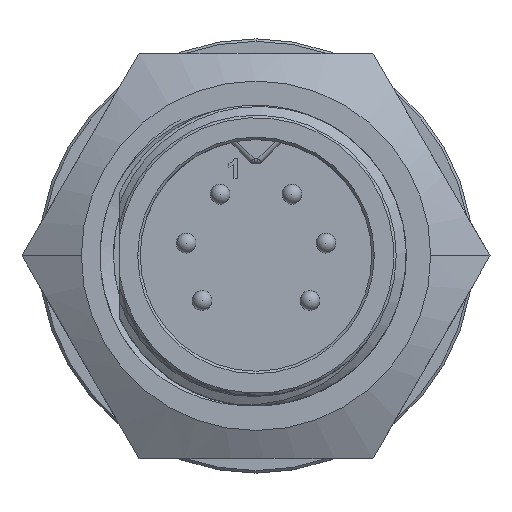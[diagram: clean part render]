
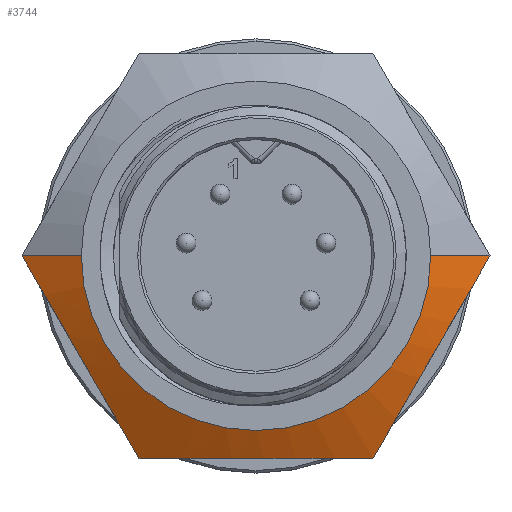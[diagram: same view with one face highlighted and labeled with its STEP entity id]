
A CAD part, top view. The second image highlights one B-rep face of the part: STEP entity #3744.
In plain terms, the highlighted conical face has half-angle 61.689 degrees and reference radius 11.926 mm.
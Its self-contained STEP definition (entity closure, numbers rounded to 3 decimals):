
#474 = DIRECTION ( 'NONE',  ( 0., 0., 1. ) ) ;
#509 = LINE ( 'NONE', #20287, #19907 ) ;
#599 = VERTEX_POINT ( 'NONE', #6053 ) ;
#616 = CARTESIAN_POINT ( 'NONE',  ( 7.927, -6.894, -10.491 ) ) ;
#699 = VERTEX_POINT ( 'NONE', #4328 ) ;
#1028 = CARTESIAN_POINT ( 'NONE',  ( 2.018, -10.312, -10.475 ) ) ;
#1032 = CARTESIAN_POINT ( 'NONE',  ( -7.922, -6.904, -10.475 ) ) ;
#2249 = EDGE_CURVE ( 'NONE', #13627, #699, #509, .T. ) ;
#2461 = ORIENTED_EDGE ( 'NONE', *, *, #19036, .F. ) ;
#2503 = CARTESIAN_POINT ( 'NONE',  ( 6.933, -8.616, -10.773 ) ) ;
#2926 = CARTESIAN_POINT ( 'NONE',  ( -0.496, -10.312, -10.393 ) ) ;
#2930 = CARTESIAN_POINT ( 'NONE',  ( -9.179, -4.726, -10.393 ) ) ;
#3744 = ADVANCED_FACE ( 'NONE', ( #5225 ), #13447, .T. ) ;
#4142 = CARTESIAN_POINT ( 'NONE',  ( 11.42, -0.844, -10.99 ) ) ;
#4328 = CARTESIAN_POINT ( 'NONE',  ( 11.908, 0., -11.252 ) ) ;
#4392 = CARTESIAN_POINT ( 'NONE',  ( 5.954, -10.312, -11.252 ) ) ;
#4734 = CARTESIAN_POINT ( 'NONE',  ( 5.954, -10.312, -11.252 ) ) ;
#4810 = CARTESIAN_POINT ( 'NONE',  ( -2.007, -10.312, -10.491 ) ) ;
#4813 = CARTESIAN_POINT ( 'NONE',  ( -9.934, -3.418, -10.491 ) ) ;
#4953 = ORIENTED_EDGE ( 'NONE', *, *, #2249, .F. ) ;
#5049 = ORIENTED_EDGE ( 'NONE', *, *, #10359, .T. ) ;
#5225 = FACE_OUTER_BOUND ( 'NONE', #6130, .T. ) ;
#6053 = CARTESIAN_POINT ( 'NONE',  ( -11.908, 0., -11.252 ) ) ;
#6130 = EDGE_LOOP ( 'NONE', ( #4953, #10800, #5049, #11408, #14911, #2461 ) ) ;
#6152 = LINE ( 'NONE', #20495, #16156 ) ;
#6229 = VERTEX_POINT ( 'NONE', #13473 ) ;
#6473 = CARTESIAN_POINT ( 'NONE',  ( 0., 0., -11.262 ) ) ;
#6618 = CARTESIAN_POINT ( 'NONE',  ( 4.979, -10.312, -10.99 ) ) ;
#6696 = CARTESIAN_POINT ( 'NONE',  ( -3.996, -10.312, -10.773 ) ) ;
#6703 = CARTESIAN_POINT ( 'NONE',  ( -10.929, -1.696, -10.773 ) ) ;
#7032 = EDGE_CURVE ( 'NONE', #23003, #13627, #24230, .T. ) ;
#7111 = VERTEX_POINT ( 'NONE', #21162 ) ;
#7216 = DIRECTION ( 'NONE',  ( 0.88, 0., -0.474 ) ) ;
#7325 = AXIS2_PLACEMENT_3D ( 'NONE', #6473, #8434, #21574 ) ;
#7906 = CARTESIAN_POINT ( 'NONE',  ( 11.908, 0., -11.252 ) ) ;
#8080 = CARTESIAN_POINT ( 'NONE',  ( 10.93, -1.694, -10.774 ) ) ;
#8434 = DIRECTION ( 'NONE',  ( 0., 0., -1. ) ) ;
#8512 = CARTESIAN_POINT ( 'NONE',  ( -6.441, -9.468, -10.99 ) ) ;
#8587 = CARTESIAN_POINT ( 'NONE',  ( -5.954, -10.312, -11.252 ) ) ;
#8592 = CARTESIAN_POINT ( 'NONE',  ( -11.908, 0., -11.252 ) ) ;
#9980 = CARTESIAN_POINT ( 'NONE',  ( 9.44, -4.274, -10.393 ) ) ;
#10359 = EDGE_CURVE ( 'NONE', #23003, #599, #6152, .T. ) ;
#10800 = ORIENTED_EDGE ( 'NONE', *, *, #7032, .F. ) ;
#10848 = AXIS2_PLACEMENT_3D ( 'NONE', #11728, #474, #13619 ) ;
#11408 = ORIENTED_EDGE ( 'NONE', *, *, #21697, .F. ) ;
#11728 = CARTESIAN_POINT ( 'NONE',  ( 0., 0., -9.627 ) ) ;
#11870 = CARTESIAN_POINT ( 'NONE',  ( 8.429, -6.025, -10.413 ) ) ;
#12287 = CARTESIAN_POINT ( 'NONE',  ( 3.998, -10.312, -10.774 ) ) ;
#12293 = CARTESIAN_POINT ( 'NONE',  ( -6.932, -8.619, -10.774 ) ) ;
#13447 = CONICAL_SURFACE ( 'NONE', #7325, 11.926, 1.077 ) ;
#13473 = CARTESIAN_POINT ( 'NONE',  ( -5.954, -10.312, -11.252 ) ) ;
#13619 = DIRECTION ( 'NONE',  ( -1., 0., 0. ) ) ;
#13627 = VERTEX_POINT ( 'NONE', #24214 ) ;
#13755 = CARTESIAN_POINT ( 'NONE',  ( 7.678, -7.326, -10.549 ) ) ;
#13877 = B_SPLINE_CURVE_WITH_KNOTS ( 'NONE', 3,
 ( #4734, #6618, #12287, #1028, #14187, #2926, #16065, #4810, #17947, #6696, #19837, #8587 ),
 .UNSPECIFIED., .F., .F.,
 ( 4, 2, 2, 2, 2, 4 ),
 ( 0., 0.003, 0.006, 0.008, 0.009, 0.012 ),
 .UNSPECIFIED. ) ;
#14187 = CARTESIAN_POINT ( 'NONE',  ( 1.019, -10.312, -10.393 ) ) ;
#14194 = CARTESIAN_POINT ( 'NONE',  ( -8.421, -6.039, -10.393 ) ) ;
#14911 = ORIENTED_EDGE ( 'NONE', *, *, #23077, .F. ) ;
#15524 = B_SPLINE_CURVE_WITH_KNOTS ( 'NONE', 3,
 ( #21642, #8512, #12293, #1032, #14194, #2930, #16068, #4813, #17952, #6703, #19841, #8592 ),
 .UNSPECIFIED., .F., .F.,
 ( 4, 2, 2, 2, 2, 4 ),
 ( 0., 0.003, 0.006, 0.008, 0.009, 0.012 ),
 .UNSPECIFIED. ) ;
#15644 = CARTESIAN_POINT ( 'NONE',  ( 6.442, -9.467, -10.989 ) ) ;
#16065 = CARTESIAN_POINT ( 'NONE',  ( -1.003, -10.312, -10.413 ) ) ;
#16068 = CARTESIAN_POINT ( 'NONE',  ( -9.432, -4.288, -10.413 ) ) ;
#16156 = VECTOR ( 'NONE', #16726, 1000. ) ;
#16726 = DIRECTION ( 'NONE',  ( -0.88, 0., -0.474 ) ) ;
#17784 = CARTESIAN_POINT ( 'NONE',  ( -8.89, 0., -9.627 ) ) ;
#17947 = CARTESIAN_POINT ( 'NONE',  ( -2.506, -10.312, -10.549 ) ) ;
#17952 = CARTESIAN_POINT ( 'NONE',  ( -10.184, -2.986, -10.549 ) ) ;
#19036 = EDGE_CURVE ( 'NONE', #699, #7111, #23799, .T. ) ;
#19837 = CARTESIAN_POINT ( 'NONE',  ( -4.978, -10.312, -10.989 ) ) ;
#19841 = CARTESIAN_POINT ( 'NONE',  ( -11.42, -0.845, -10.989 ) ) ;
#19907 = VECTOR ( 'NONE', #7216, 1000. ) ;
#20287 = CARTESIAN_POINT ( 'NONE',  ( 11.926, 0., -11.262 ) ) ;
#20495 = CARTESIAN_POINT ( 'NONE',  ( -11.926, 0., -11.262 ) ) ;
#21162 = CARTESIAN_POINT ( 'NONE',  ( 5.954, -10.312, -11.252 ) ) ;
#21217 = CARTESIAN_POINT ( 'NONE',  ( 9.94, -3.408, -10.475 ) ) ;
#21574 = DIRECTION ( 'NONE',  ( -1., 0., 0. ) ) ;
#21642 = CARTESIAN_POINT ( 'NONE',  ( -5.954, -10.312, -11.252 ) ) ;
#21697 = EDGE_CURVE ( 'NONE', #6229, #599, #15524, .T. ) ;
#23003 = VERTEX_POINT ( 'NONE', #17784 ) ;
#23077 = EDGE_CURVE ( 'NONE', #7111, #6229, #13877, .T. ) ;
#23092 = CARTESIAN_POINT ( 'NONE',  ( 8.683, -5.586, -10.393 ) ) ;
#23799 = B_SPLINE_CURVE_WITH_KNOTS ( 'NONE', 3,
 ( #7906, #4142, #8080, #21217, #9980, #23092, #11870, #616, #13755, #2503, #15644, #4392 ),
 .UNSPECIFIED., .F., .F.,
 ( 4, 2, 2, 2, 2, 4 ),
 ( 0., 0.003, 0.006, 0.008, 0.009, 0.012 ),
 .UNSPECIFIED. ) ;
#24214 = CARTESIAN_POINT ( 'NONE',  ( 8.89, 0., -9.627 ) ) ;
#24230 = CIRCLE ( 'NONE', #10848, 8.89 ) ;
